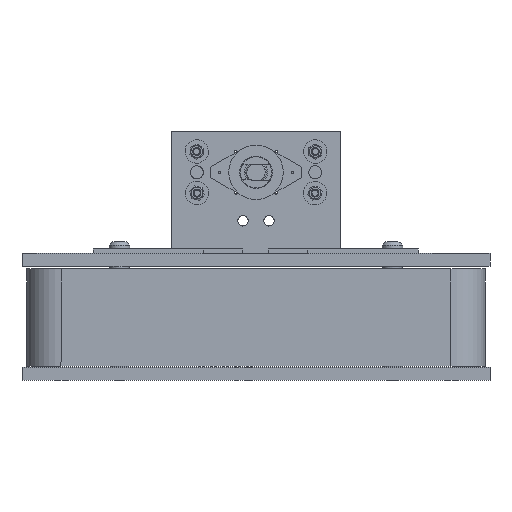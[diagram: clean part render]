
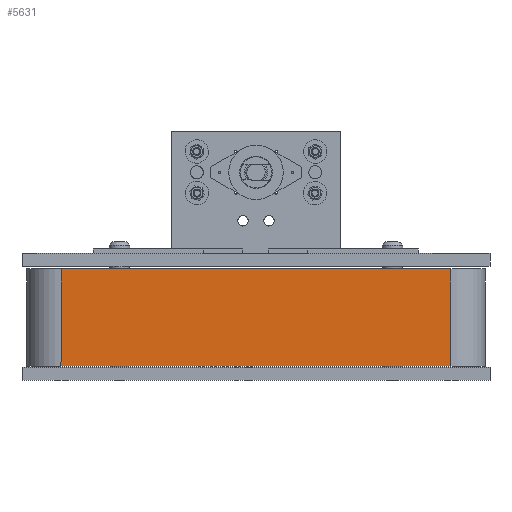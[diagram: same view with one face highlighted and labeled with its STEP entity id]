
A CAD part, front view. The second image highlights one B-rep face of the part: STEP entity #5631.
In plain terms, the highlighted planar face has unit normal (0, -1, 0).
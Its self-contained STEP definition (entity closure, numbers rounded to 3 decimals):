
#540=PLANE('',#6274);
#722=FACE_OUTER_BOUND('',#1043,.T.);
#1043=EDGE_LOOP('',(#3953,#3954,#3955,#3956));
#1485=LINE('',#8735,#1931);
#1490=LINE('',#8750,#1936);
#1491=LINE('',#8752,#1937);
#1492=LINE('',#8753,#1938);
#1931=VECTOR('',#6956,10.);
#1936=VECTOR('',#6971,10.);
#1937=VECTOR('',#6974,10.);
#1938=VECTOR('',#6975,10.);
#2647=VERTEX_POINT('',#8732);
#2648=VERTEX_POINT('',#8734);
#2652=VERTEX_POINT('',#8746);
#2653=VERTEX_POINT('',#8748);
#3155=EDGE_CURVE('',#2647,#2648,#1485,.T.);
#3163=EDGE_CURVE('',#2652,#2653,#1490,.T.);
#3164=EDGE_CURVE('',#2647,#2652,#1491,.T.);
#3165=EDGE_CURVE('',#2648,#2653,#1492,.T.);
#3953=ORIENTED_EDGE('',*,*,#3164,.T.);
#3954=ORIENTED_EDGE('',*,*,#3163,.T.);
#3955=ORIENTED_EDGE('',*,*,#3165,.F.);
#3956=ORIENTED_EDGE('',*,*,#3155,.F.);
#5631=ADVANCED_FACE('',(#722),#540,.T.);
#6274=AXIS2_PLACEMENT_3D('',#8751,#6972,#6973);
#6956=DIRECTION('',(0.,0.,1.));
#6971=DIRECTION('',(0.,0.,1.));
#6972=DIRECTION('center_axis',(0.,-1.,0.));
#6973=DIRECTION('ref_axis',(1.,0.,0.));
#6974=DIRECTION('',(1.,0.,0.));
#6975=DIRECTION('',(1.,0.,0.));
#8732=CARTESIAN_POINT('',(0.,-26.5,0.));
#8734=CARTESIAN_POINT('',(0.,-26.5,75.));
#8735=CARTESIAN_POINT('',(0.,-26.5,0.));
#8746=CARTESIAN_POINT('',(300.,-26.5,0.));
#8748=CARTESIAN_POINT('',(300.,-26.5,75.));
#8750=CARTESIAN_POINT('',(300.,-26.5,0.));
#8751=CARTESIAN_POINT('Origin',(0.,-26.5,0.));
#8752=CARTESIAN_POINT('',(0.,-26.5,0.));
#8753=CARTESIAN_POINT('',(0.,-26.5,75.));
